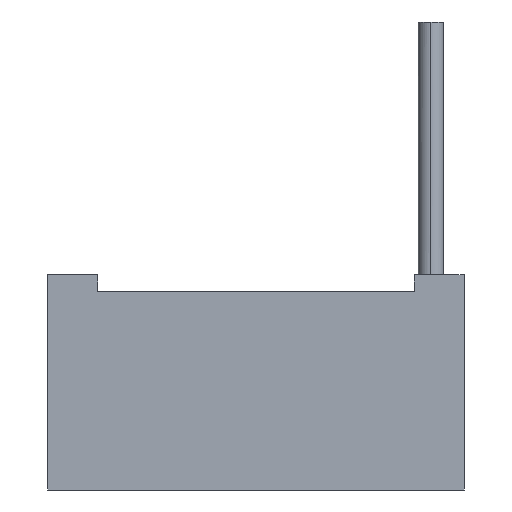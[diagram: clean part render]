
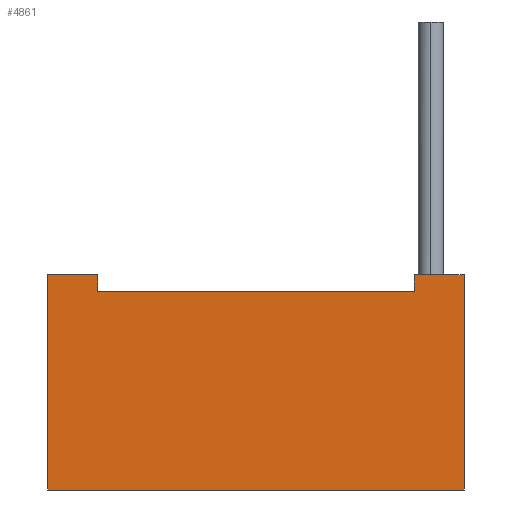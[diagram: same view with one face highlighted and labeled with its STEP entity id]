
A CAD part, front view. The second image highlights one B-rep face of the part: STEP entity #4861.
In plain terms, the highlighted planar face has unit normal (0, -1, 0).
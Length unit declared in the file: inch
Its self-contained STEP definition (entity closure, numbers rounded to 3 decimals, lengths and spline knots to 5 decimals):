
#314=DIRECTION('',(1.,0.,0.));
#315=VECTOR('',#314,0.377);
#316=CARTESIAN_POINT('',(-0.155,-0.1885,0.));
#317=LINE('',#316,#315);
#354=DIRECTION('',(0.,0.,1.));
#355=VECTOR('',#354,0.195);
#356=CARTESIAN_POINT('',(0.222,-0.1885,0.));
#357=LINE('',#356,#355);
#382=DIRECTION('',(1.,0.,0.));
#383=VECTOR('',#382,0.045);
#384=CARTESIAN_POINT('',(-0.155,-0.1885,0.195));
#385=LINE('',#384,#383);
#402=DIRECTION('',(1.,0.,0.));
#403=VECTOR('',#402,0.045);
#404=CARTESIAN_POINT('',(0.177,-0.1885,0.195));
#405=LINE('',#404,#403);
#1442=DIRECTION('',(1.,0.,0.));
#1443=VECTOR('',#1442,0.287);
#1444=CARTESIAN_POINT('',(-0.11,-0.1885,0.18));
#1445=LINE('',#1444,#1443);
#1446=DIRECTION('',(0.,0.,-1.));
#1447=VECTOR('',#1446,0.015);
#1448=CARTESIAN_POINT('',(0.177,-0.1885,0.195));
#1449=LINE('',#1448,#1447);
#1450=DIRECTION('',(0.,0.,1.));
#1451=VECTOR('',#1450,0.195);
#1452=CARTESIAN_POINT('',(-0.155,-0.1885,0.));
#1453=LINE('',#1452,#1451);
#1454=DIRECTION('',(0.,0.,-1.));
#1455=VECTOR('',#1454,0.015);
#1456=CARTESIAN_POINT('',(-0.11,-0.1885,0.195));
#1457=LINE('',#1456,#1455);
#2133=CARTESIAN_POINT('',(-0.155,-0.1885,0.));
#2135=VERTEX_POINT('',#2133);
#2136=CARTESIAN_POINT('',(0.222,-0.1885,0.));
#2137=VERTEX_POINT('',#2136);
#2142=CARTESIAN_POINT('',(-0.155,-0.1885,0.195));
#2143=VERTEX_POINT('',#2142);
#2144=CARTESIAN_POINT('',(0.222,-0.1885,0.195));
#2145=VERTEX_POINT('',#2144);
#2158=CARTESIAN_POINT('',(-0.11,-0.1885,0.195));
#2159=VERTEX_POINT('',#2158);
#2160=CARTESIAN_POINT('',(0.177,-0.1885,0.195));
#2162=VERTEX_POINT('',#2160);
#2172=CARTESIAN_POINT('',(-0.11,-0.1885,0.18));
#2173=CARTESIAN_POINT('',(0.177,-0.1885,0.18));
#2174=VERTEX_POINT('',#2172);
#2175=VERTEX_POINT('',#2173);
#4845=CARTESIAN_POINT('',(-0.155,-0.1885,0.));
#4846=DIRECTION('',(0.,-1.,0.));
#4847=DIRECTION('',(1.,0.,0.));
#4848=AXIS2_PLACEMENT_3D('',#4845,#4846,#4847);
#4849=PLANE('',#4848);
#4850=ORIENTED_EDGE('',*,*,#3507,.T.);
#4852=ORIENTED_EDGE('',*,*,#4851,.F.);
#4853=ORIENTED_EDGE('',*,*,#3379,.T.);
#4854=ORIENTED_EDGE('',*,*,#3332,.F.);
#4855=ORIENTED_EDGE('',*,*,#3270,.F.);
#4856=ORIENTED_EDGE('',*,*,#4809,.T.);
#4857=ORIENTED_EDGE('',*,*,#3362,.T.);
#4858=ORIENTED_EDGE('',*,*,#4840,.T.);
#4859=EDGE_LOOP('',(#4850,#4852,#4853,#4854,#4855,#4856,#4857,#4858));
#4860=FACE_OUTER_BOUND('',#4859,.F.);
#4861=ADVANCED_FACE('',(#4860),#4849,.T.);
#3270=EDGE_CURVE('',#2135,#2137,#317,.T.);
#3332=EDGE_CURVE('',#2137,#2145,#357,.T.);
#3362=EDGE_CURVE('',#2143,#2159,#385,.T.);
#3379=EDGE_CURVE('',#2162,#2145,#405,.T.);
#3507=EDGE_CURVE('',#2174,#2175,#1445,.T.);
#4809=EDGE_CURVE('',#2135,#2143,#1453,.T.);
#4840=EDGE_CURVE('',#2159,#2174,#1457,.T.);
#4851=EDGE_CURVE('',#2162,#2175,#1449,.T.);
